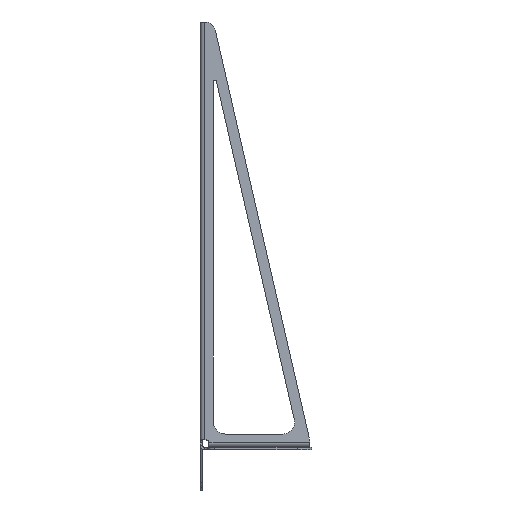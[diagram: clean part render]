
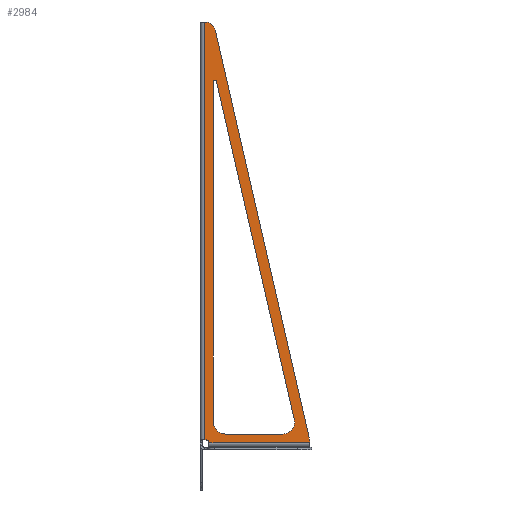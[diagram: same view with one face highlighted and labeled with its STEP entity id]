
A CAD part, left-side view. The second image highlights one B-rep face of the part: STEP entity #2984.
In plain terms, the highlighted planar face has unit normal (-1, 0, 0).
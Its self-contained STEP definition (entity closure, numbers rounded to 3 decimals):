
#41 = ORIENTED_EDGE ( 'NONE', *, *, #4970, .F. ) ;
#72 = CIRCLE ( 'NONE', #990, 15. ) ;
#82 = LINE ( 'NONE', #4459, #3032 ) ;
#108 = LINE ( 'NONE', #6693, #4833 ) ;
#124 = EDGE_CURVE ( 'NONE', #4637, #567, #6320, .T. ) ;
#147 = CIRCLE ( 'NONE', #1730, 1. ) ;
#260 = CARTESIAN_POINT ( 'NONE',  ( -114., -53.5, 4.795 ) ) ;
#290 = DIRECTION ( 'NONE',  ( 1., 0., 0. ) ) ;
#302 = DIRECTION ( 'NONE',  ( 0., 0., -1. ) ) ;
#350 = EDGE_CURVE ( 'NONE', #3177, #4330, #1656, .T. ) ;
#413 = ORIENTED_EDGE ( 'NONE', *, *, #6024, .T. ) ;
#483 = VERTEX_POINT ( 'NONE', #1134 ) ;
#567 = VERTEX_POINT ( 'NONE', #7641 ) ;
#587 = ORIENTED_EDGE ( 'NONE', *, *, #3409, .F. ) ;
#659 = ORIENTED_EDGE ( 'NONE', *, *, #4190, .F. ) ;
#713 = CARTESIAN_POINT ( 'NONE',  ( -114., -68.117, 8.162 ) ) ;
#805 = CARTESIAN_POINT ( 'NONE',  ( -114., -68.5, 0. ) ) ;
#866 = CARTESIAN_POINT ( 'NONE',  ( -114., -4., 18.5 ) ) ;
#872 = DIRECTION ( 'NONE',  ( 0., -1., 0. ) ) ;
#894 = VERTEX_POINT ( 'NONE', #961 ) ;
#897 = DIRECTION ( 'NONE',  ( 0., 1., 0. ) ) ;
#958 = CARTESIAN_POINT ( 'NONE',  ( -114., -12., 10.5 ) ) ;
#961 = CARTESIAN_POINT ( 'NONE',  ( -114., -68.5, 4.6 ) ) ;
#970 = CARTESIAN_POINT ( 'NONE',  ( -114., -50.343, 10.5 ) ) ;
#990 = AXIS2_PLACEMENT_3D ( 'NONE', #260, #4419, #872 ) ;
#1134 = CARTESIAN_POINT ( 'NONE',  ( -114., -68.5, 4.795 ) ) ;
#1263 = EDGE_CURVE ( 'NONE', #3835, #6362, #4438, .T. ) ;
#1265 = ORIENTED_EDGE ( 'NONE', *, *, #2778, .F. ) ;
#1285 = AXIS2_PLACEMENT_3D ( 'NONE', #4809, #7368, #3784 ) ;
#1305 = LINE ( 'NONE', #805, #7444 ) ;
#1421 = CARTESIAN_POINT ( 'NONE',  ( -114., 0.8, 6.5 ) ) ;
#1448 = VECTOR ( 'NONE', #4232, 1000. ) ;
#1656 = LINE ( 'NONE', #5994, #6219 ) ;
#1730 = AXIS2_PLACEMENT_3D ( 'NONE', #3826, #290, #4451 ) ;
#1793 = DIRECTION ( 'NONE',  ( 0., -1., 0. ) ) ;
#1837 = DIRECTION ( 'NONE',  ( 0., -1., 0. ) ) ;
#1921 = AXIS2_PLACEMENT_3D ( 'NONE', #2414, #5996, #1837 ) ;
#1952 = VECTOR ( 'NONE', #302, 1000. ) ;
#1985 = DIRECTION ( 'NONE',  ( -1., 0., 0. ) ) ;
#1988 = EDGE_LOOP ( 'NONE', ( #413, #2401, #5864, #6146, #6474, #5147 ) ) ;
#2160 = ORIENTED_EDGE ( 'NONE', *, *, #4353, .F. ) ;
#2210 = FACE_OUTER_BOUND ( 'NONE', #2557, .T. ) ;
#2245 = CARTESIAN_POINT ( 'NONE',  ( -114., -12., 18.5 ) ) ;
#2259 = DIRECTION ( 'NONE',  ( 0., 0., 1. ) ) ;
#2271 = CARTESIAN_POINT ( 'NONE',  ( -114., -58.139, 20.296 ) ) ;
#2343 = EDGE_CURVE ( 'NONE', #7595, #3835, #5674, .T. ) ;
#2401 = ORIENTED_EDGE ( 'NONE', *, *, #4529, .T. ) ;
#2402 = CARTESIAN_POINT ( 'NONE',  ( -114., -1., 4.7 ) ) ;
#2404 = PLANE ( 'NONE',  #1285 ) ;
#2414 = CARTESIAN_POINT ( 'NONE',  ( -114., -50.343, 18.5 ) ) ;
#2534 = CARTESIAN_POINT ( 'NONE',  ( -114., -4., 246.521 ) ) ;
#2557 = EDGE_LOOP ( 'NONE', ( #6384, #1265, #659, #7152, #2160, #587, #5400, #41, #3616, #5489 ) ) ;
#2607 = AXIS2_PLACEMENT_3D ( 'NONE', #2812, #6997, #3424 ) ;
#2665 = LINE ( 'NONE', #2853, #3045 ) ;
#2778 = EDGE_CURVE ( 'NONE', #4297, #5992, #6871, .T. ) ;
#2812 = CARTESIAN_POINT ( 'NONE',  ( -114., 1.571, 279.5 ) ) ;
#2815 = LINE ( 'NONE', #3629, #1448 ) ;
#2827 = DIRECTION ( 'NONE',  ( 0., -1., 0. ) ) ;
#2853 = CARTESIAN_POINT ( 'NONE',  ( -114., -4., 246.521 ) ) ;
#2945 = CARTESIAN_POINT ( 'NONE',  ( -114., 1.571, 286.5 ) ) ;
#2984 = ADVANCED_FACE ( 'NONE', ( #5367, #2210 ), #2404, .F. ) ;
#3032 = VECTOR ( 'NONE', #897, 1000. ) ;
#3045 = VECTOR ( 'NONE', #2259, 1000. ) ;
#3118 = DIRECTION ( 'NONE',  ( 0., 0.224, 0.974 ) ) ;
#3177 = VERTEX_POINT ( 'NONE', #4679 ) ;
#3353 = VERTEX_POINT ( 'NONE', #713 ) ;
#3409 = EDGE_CURVE ( 'NONE', #4330, #7400, #6764, .T. ) ;
#3424 = DIRECTION ( 'NONE',  ( 0., -1., 0. ) ) ;
#3432 = VECTOR ( 'NONE', #6209, 1000. ) ;
#3616 = ORIENTED_EDGE ( 'NONE', *, *, #5530, .F. ) ;
#3629 = CARTESIAN_POINT ( 'NONE',  ( -114., 0., 6.5 ) ) ;
#3753 = LINE ( 'NONE', #5951, #6931 ) ;
#3784 = DIRECTION ( 'NONE',  ( 0., -1., 0. ) ) ;
#3796 = CARTESIAN_POINT ( 'NONE',  ( -114., -68.5, 4.6 ) ) ;
#3804 = VERTEX_POINT ( 'NONE', #2534 ) ;
#3826 = CARTESIAN_POINT ( 'NONE',  ( -114., -5., 246.521 ) ) ;
#3834 = CARTESIAN_POINT ( 'NONE',  ( -114., 2., 6.5 ) ) ;
#3835 = VERTEX_POINT ( 'NONE', #4957 ) ;
#3864 = EDGE_CURVE ( 'NONE', #3353, #483, #72, .T. ) ;
#4190 = EDGE_CURVE ( 'NONE', #4637, #4297, #3753, .T. ) ;
#4232 = DIRECTION ( 'NONE',  ( 0., 1., 0. ) ) ;
#4297 = VERTEX_POINT ( 'NONE', #2945 ) ;
#4330 = VERTEX_POINT ( 'NONE', #2402 ) ;
#4353 = EDGE_CURVE ( 'NONE', #7400, #567, #2815, .T. ) ;
#4419 = DIRECTION ( 'NONE',  ( 1., 0., 0. ) ) ;
#4438 = CIRCLE ( 'NONE', #1921, 8. ) ;
#4451 = DIRECTION ( 'NONE',  ( 0., 1., 0. ) ) ;
#4459 = CARTESIAN_POINT ( 'NONE',  ( -114., -12., 10.5 ) ) ;
#4529 = EDGE_CURVE ( 'NONE', #3804, #7595, #147, .T. ) ;
#4531 = CARTESIAN_POINT ( 'NONE',  ( -114., -5.974, 246.745 ) ) ;
#4628 = AXIS2_PLACEMENT_3D ( 'NONE', #2245, #6419, #2827 ) ;
#4637 = VERTEX_POINT ( 'NONE', #5720 ) ;
#4679 = CARTESIAN_POINT ( 'NONE',  ( -114., -1., 4.6 ) ) ;
#4809 = CARTESIAN_POINT ( 'NONE',  ( -114., 0., 0. ) ) ;
#4833 = VECTOR ( 'NONE', #3118, 1000. ) ;
#4957 = CARTESIAN_POINT ( 'NONE',  ( -114., -58.139, 20.296 ) ) ;
#4968 = VERTEX_POINT ( 'NONE', #866 ) ;
#4970 = EDGE_CURVE ( 'NONE', #894, #3177, #5030, .T. ) ;
#5030 = LINE ( 'NONE', #3796, #3432 ) ;
#5112 = CIRCLE ( 'NONE', #4628, 8. ) ;
#5147 = ORIENTED_EDGE ( 'NONE', *, *, #5197, .T. ) ;
#5197 = EDGE_CURVE ( 'NONE', #7556, #4968, #5112, .T. ) ;
#5290 = VECTOR ( 'NONE', #5846, 1000. ) ;
#5367 = FACE_BOUND ( 'NONE', #1988, .T. ) ;
#5385 = DIRECTION ( 'NONE',  ( 0., 0., 1. ) ) ;
#5400 = ORIENTED_EDGE ( 'NONE', *, *, #350, .F. ) ;
#5481 = EDGE_CURVE ( 'NONE', #3353, #5992, #108, .T. ) ;
#5489 = ORIENTED_EDGE ( 'NONE', *, *, #3864, .F. ) ;
#5511 = AXIS2_PLACEMENT_3D ( 'NONE', #5529, #1985, #6144 ) ;
#5529 = CARTESIAN_POINT ( 'NONE',  ( -114., 0.8, 4.7 ) ) ;
#5530 = EDGE_CURVE ( 'NONE', #483, #894, #1305, .T. ) ;
#5674 = LINE ( 'NONE', #2271, #5290 ) ;
#5720 = CARTESIAN_POINT ( 'NONE',  ( -114., 2., 286.5 ) ) ;
#5846 = DIRECTION ( 'NONE',  ( 0., -0.224, -0.974 ) ) ;
#5864 = ORIENTED_EDGE ( 'NONE', *, *, #2343, .T. ) ;
#5951 = CARTESIAN_POINT ( 'NONE',  ( -114., 0., 286.5 ) ) ;
#5992 = VERTEX_POINT ( 'NONE', #6416 ) ;
#5994 = CARTESIAN_POINT ( 'NONE',  ( -114., -1., 4.6 ) ) ;
#5996 = DIRECTION ( 'NONE',  ( 1., 0., 0. ) ) ;
#6024 = EDGE_CURVE ( 'NONE', #4968, #3804, #2665, .T. ) ;
#6144 = DIRECTION ( 'NONE',  ( 0., -1., 0. ) ) ;
#6146 = ORIENTED_EDGE ( 'NONE', *, *, #1263, .T. ) ;
#6209 = DIRECTION ( 'NONE',  ( 0., 1., 0. ) ) ;
#6219 = VECTOR ( 'NONE', #5385, 1000. ) ;
#6320 = LINE ( 'NONE', #3834, #1952 ) ;
#6362 = VERTEX_POINT ( 'NONE', #970 ) ;
#6384 = ORIENTED_EDGE ( 'NONE', *, *, #5481, .T. ) ;
#6416 = CARTESIAN_POINT ( 'NONE',  ( -114., -5.251, 281.071 ) ) ;
#6419 = DIRECTION ( 'NONE',  ( 1., 0., 0. ) ) ;
#6474 = ORIENTED_EDGE ( 'NONE', *, *, #7490, .T. ) ;
#6693 = CARTESIAN_POINT ( 'NONE',  ( -114., -4., 286.5 ) ) ;
#6740 = DIRECTION ( 'NONE',  ( 0., 0., -1. ) ) ;
#6764 = CIRCLE ( 'NONE', #5511, 1.8 ) ;
#6871 = CIRCLE ( 'NONE', #2607, 7. ) ;
#6931 = VECTOR ( 'NONE', #1793, 1000. ) ;
#6997 = DIRECTION ( 'NONE',  ( 1., 0., 0. ) ) ;
#7152 = ORIENTED_EDGE ( 'NONE', *, *, #124, .T. ) ;
#7368 = DIRECTION ( 'NONE',  ( 1., 0., 0. ) ) ;
#7400 = VERTEX_POINT ( 'NONE', #1421 ) ;
#7444 = VECTOR ( 'NONE', #6740, 1000. ) ;
#7490 = EDGE_CURVE ( 'NONE', #6362, #7556, #82, .T. ) ;
#7556 = VERTEX_POINT ( 'NONE', #958 ) ;
#7595 = VERTEX_POINT ( 'NONE', #4531 ) ;
#7641 = CARTESIAN_POINT ( 'NONE',  ( -114., 2., 6.5 ) ) ;
